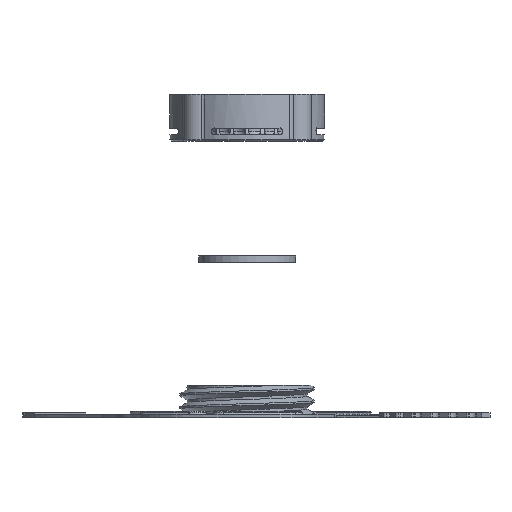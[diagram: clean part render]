
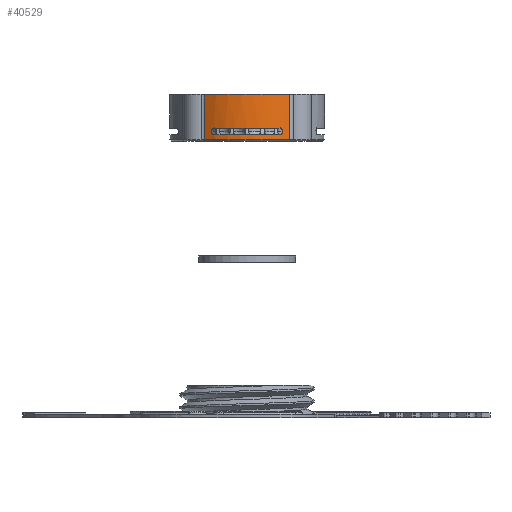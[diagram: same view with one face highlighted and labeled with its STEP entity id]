
A CAD part, left-side view. The second image highlights one B-rep face of the part: STEP entity #40529.
In plain terms, the highlighted cylindrical face has radius 24 mm (diameter 48 mm), a partial arc.
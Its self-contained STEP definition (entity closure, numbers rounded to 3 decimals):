
#581=FACE_BOUND('',#7708,.T.);
#3106=CIRCLE('',#43536,24.);
#3150=CIRCLE('',#43596,24.);
#3175=CIRCLE('',#43635,24.);
#3311=CIRCLE('',#43947,24.);
#5408=FACE_OUTER_BOUND('',#7707,.T.);
#7707=EDGE_LOOP('',(#37718,#37719,#37720,#37721,#37722));
#7708=EDGE_LOOP('',(#37723,#37724,#37725,#37726,#37727,#37728,#37729,#37730));
#8494=B_SPLINE_CURVE_WITH_KNOTS('',3,(#81548,#81549,#81550,#81551,#81552,
#81553,#81554,#81555,#81556,#81557),.UNSPECIFIED.,.F.,.F.,(4,2,2,2,4),(0.,
0.038,0.072,0.104,0.143),
 .UNSPECIFIED.);
#8548=B_SPLINE_CURVE_WITH_KNOTS('',3,(#82343,#82344,#82345,#82346,#82347,
#82348,#82349,#82350,#82351,#82352),.UNSPECIFIED.,.F.,.F.,(4,2,2,2,4),(0.317,
0.354,0.392,0.434,0.476),
 .UNSPECIFIED.);
#8603=B_SPLINE_CURVE_WITH_KNOTS('',3,(#83320,#83321,#83322,#83323,#83324,
#83325,#83326,#83327,#83328,#83329),.UNSPECIFIED.,.F.,.F.,(4,2,2,2,4),(-0.159,
-0.117,-0.075,-0.038,0.),
 .UNSPECIFIED.);
#8604=B_SPLINE_CURVE_WITH_KNOTS('',3,(#83332,#83333,#83334,#83335,#83336,
#83337,#83338,#83339,#83340,#83341),.UNSPECIFIED.,.F.,.F.,(4,2,2,2,4),(0.,
0.039,0.073,0.105,0.143),
 .UNSPECIFIED.);
#11909=LINE('',#81563,#15439);
#12122=LINE('',#83316,#15652);
#12123=LINE('',#83317,#15653);
#12124=LINE('',#83319,#15654);
#12125=LINE('',#83331,#15655);
#15439=VECTOR('',#53332,10.);
#15652=VECTOR('',#54269,10.);
#15653=VECTOR('',#54270,10.);
#15654=VECTOR('',#54273,10.);
#15655=VECTOR('',#54274,10.);
#19210=VERTEX_POINT('',#80512);
#19211=VERTEX_POINT('',#80514);
#19315=VERTEX_POINT('',#81466);
#19316=VERTEX_POINT('',#81471);
#19321=VERTEX_POINT('',#81543);
#19323=VERTEX_POINT('',#81561);
#19394=VERTEX_POINT('',#81931);
#19395=VERTEX_POINT('',#81933);
#19476=VERTEX_POINT('',#82341);
#19606=VERTEX_POINT('',#83285);
#19608=VERTEX_POINT('',#83290);
#19613=VERTEX_POINT('',#83315);
#19614=VERTEX_POINT('',#83330);
#25058=EDGE_CURVE('',#19210,#19211,#3106,.T.);
#25176=EDGE_CURVE('',#19315,#19316,#3150,.T.);
#25185=EDGE_CURVE('',#19321,#19315,#8494,.T.);
#25188=EDGE_CURVE('',#19323,#19321,#11909,.T.);
#25272=EDGE_CURVE('',#19394,#19395,#3175,.T.);
#25398=EDGE_CURVE('',#19476,#19394,#8548,.T.);
#25664=EDGE_CURVE('',#19608,#19606,#3311,.T.);
#25677=EDGE_CURVE('',#19613,#19606,#12122,.T.);
#25678=EDGE_CURVE('',#19613,#19210,#12123,.T.);
#25679=EDGE_CURVE('',#19211,#19608,#12124,.T.);
#25680=EDGE_CURVE('',#19395,#19323,#8603,.T.);
#25681=EDGE_CURVE('',#19614,#19476,#12125,.T.);
#25682=EDGE_CURVE('',#19316,#19614,#8604,.T.);
#37718=ORIENTED_EDGE('',*,*,#25664,.F.);
#37719=ORIENTED_EDGE('',*,*,#25679,.F.);
#37720=ORIENTED_EDGE('',*,*,#25058,.F.);
#37721=ORIENTED_EDGE('',*,*,#25678,.F.);
#37722=ORIENTED_EDGE('',*,*,#25677,.T.);
#37723=ORIENTED_EDGE('',*,*,#25185,.F.);
#37724=ORIENTED_EDGE('',*,*,#25188,.F.);
#37725=ORIENTED_EDGE('',*,*,#25680,.F.);
#37726=ORIENTED_EDGE('',*,*,#25272,.F.);
#37727=ORIENTED_EDGE('',*,*,#25398,.F.);
#37728=ORIENTED_EDGE('',*,*,#25681,.F.);
#37729=ORIENTED_EDGE('',*,*,#25682,.F.);
#37730=ORIENTED_EDGE('',*,*,#25176,.F.);
#38497=CYLINDRICAL_SURFACE('',#43961,24.);
#40529=ADVANCED_FACE('',(#5408,#581),#38497,.T.);
#43536=AXIS2_PLACEMENT_3D('',#80515,#53160,#53161);
#43596=AXIS2_PLACEMENT_3D('',#81472,#53321,#53322);
#43635=AXIS2_PLACEMENT_3D('',#81934,#53433,#53434);
#43947=AXIS2_PLACEMENT_3D('',#83292,#54236,#54237);
#43961=AXIS2_PLACEMENT_3D('',#83318,#54271,#54272);
#53160=DIRECTION('center_axis',(0.,0.,1.));
#53161=DIRECTION('ref_axis',(-0.835,0.55,0.));
#53321=DIRECTION('center_axis',(0.,0.,-1.));
#53322=DIRECTION('ref_axis',(1.,0.,0.));
#53332=DIRECTION('',(0.,0.,1.));
#53433=DIRECTION('center_axis',(0.,0.,1.));
#53434=DIRECTION('ref_axis',(1.,0.,0.));
#54236=DIRECTION('center_axis',(0.,0.,-1.));
#54237=DIRECTION('ref_axis',(-1.,0.,0.));
#54269=DIRECTION('',(0.,0.,-1.));
#54270=DIRECTION('',(0.,0.,1.));
#54271=DIRECTION('center_axis',(0.,0.,1.));
#54272=DIRECTION('ref_axis',(-1.,0.,0.));
#54273=DIRECTION('',(0.,0.,-1.));
#54274=DIRECTION('',(0.,0.,-1.));
#80512=CARTESIAN_POINT('',(-58.424,85.525,165.16));
#80514=CARTESIAN_POINT('',(-58.424,59.124,165.16));
#80515=CARTESIAN_POINT('Origin',(-38.38,72.325,165.16));
#81466=CARTESIAN_POINT('',(-60.11,62.135,154.66));
#81471=CARTESIAN_POINT('',(-60.11,82.515,154.66));
#81472=CARTESIAN_POINT('Origin',(-38.38,72.325,154.66));
#81543=CARTESIAN_POINT('',(-59.711,61.325,153.762));
#81548=CARTESIAN_POINT('Ctrl Pts',(-59.711,61.325,153.762));
#81549=CARTESIAN_POINT('Ctrl Pts',(-59.711,61.325,153.889));
#81550=CARTESIAN_POINT('Ctrl Pts',(-59.721,61.345,154.015));
#81551=CARTESIAN_POINT('Ctrl Pts',(-59.763,61.426,154.235));
#81552=CARTESIAN_POINT('Ctrl Pts',(-59.791,61.481,154.328));
#81553=CARTESIAN_POINT('Ctrl Pts',(-59.861,61.621,154.483));
#81554=CARTESIAN_POINT('Ctrl Pts',(-59.902,61.702,154.543));
#81555=CARTESIAN_POINT('Ctrl Pts',(-59.998,61.9,154.636));
#81556=CARTESIAN_POINT('Ctrl Pts',(-60.054,62.017,154.66));
#81557=CARTESIAN_POINT('Ctrl Pts',(-60.11,62.135,154.66));
#81561=CARTESIAN_POINT('',(-59.711,61.325,153.66));
#81563=CARTESIAN_POINT('',(-59.711,61.325,150.66));
#81931=CARTESIAN_POINT('',(-60.198,82.325,152.66));
#81933=CARTESIAN_POINT('',(-60.198,62.325,152.66));
#81934=CARTESIAN_POINT('Origin',(-38.38,72.325,152.66));
#82341=CARTESIAN_POINT('',(-59.711,83.325,153.66));
#82343=CARTESIAN_POINT('Ctrl Pts',(-59.711,83.325,153.66));
#82344=CARTESIAN_POINT('Ctrl Pts',(-59.711,83.325,153.534));
#82345=CARTESIAN_POINT('Ctrl Pts',(-59.724,83.3,153.402));
#82346=CARTESIAN_POINT('Ctrl Pts',(-59.774,83.201,153.161));
#82347=CARTESIAN_POINT('Ctrl Pts',(-59.811,83.128,153.053));
#82348=CARTESIAN_POINT('Ctrl Pts',(-59.898,82.955,152.872));
#82349=CARTESIAN_POINT('Ctrl Pts',(-59.955,82.839,152.791));
#82350=CARTESIAN_POINT('Ctrl Pts',(-60.075,82.588,152.685));
#82351=CARTESIAN_POINT('Ctrl Pts',(-60.139,82.452,152.66));
#82352=CARTESIAN_POINT('Ctrl Pts',(-60.198,82.325,152.66));
#83285=CARTESIAN_POINT('',(-58.424,85.525,151.16));
#83290=CARTESIAN_POINT('',(-58.424,59.124,151.16));
#83292=CARTESIAN_POINT('Origin',(-38.38,72.325,151.16));
#83315=CARTESIAN_POINT('',(-58.424,85.525,163.66));
#83316=CARTESIAN_POINT('',(-58.424,85.525,163.66));
#83317=CARTESIAN_POINT('',(-58.424,85.525,163.66));
#83318=CARTESIAN_POINT('Origin',(-38.38,72.325,150.66));
#83319=CARTESIAN_POINT('',(-58.424,59.124,163.66));
#83320=CARTESIAN_POINT('Ctrl Pts',(-60.198,62.325,152.66));
#83321=CARTESIAN_POINT('Ctrl Pts',(-60.139,62.197,152.66));
#83322=CARTESIAN_POINT('Ctrl Pts',(-60.075,62.061,152.685));
#83323=CARTESIAN_POINT('Ctrl Pts',(-59.955,61.81,152.791));
#83324=CARTESIAN_POINT('Ctrl Pts',(-59.898,61.695,152.872));
#83325=CARTESIAN_POINT('Ctrl Pts',(-59.811,61.521,153.053));
#83326=CARTESIAN_POINT('Ctrl Pts',(-59.774,61.448,153.161));
#83327=CARTESIAN_POINT('Ctrl Pts',(-59.724,61.35,153.402));
#83328=CARTESIAN_POINT('Ctrl Pts',(-59.711,61.325,153.534));
#83329=CARTESIAN_POINT('Ctrl Pts',(-59.711,61.325,153.66));
#83330=CARTESIAN_POINT('',(-59.711,83.325,153.762));
#83331=CARTESIAN_POINT('',(-59.711,83.325,150.66));
#83332=CARTESIAN_POINT('Ctrl Pts',(-60.11,82.515,154.66));
#83333=CARTESIAN_POINT('Ctrl Pts',(-60.055,82.631,154.66));
#83334=CARTESIAN_POINT('Ctrl Pts',(-59.999,82.747,154.636));
#83335=CARTESIAN_POINT('Ctrl Pts',(-59.902,82.947,154.544));
#83336=CARTESIAN_POINT('Ctrl Pts',(-59.86,83.031,154.481));
#83337=CARTESIAN_POINT('Ctrl Pts',(-59.79,83.17,154.324));
#83338=CARTESIAN_POINT('Ctrl Pts',(-59.763,83.223,154.234));
#83339=CARTESIAN_POINT('Ctrl Pts',(-59.721,83.304,154.016));
#83340=CARTESIAN_POINT('Ctrl Pts',(-59.711,83.325,153.89));
#83341=CARTESIAN_POINT('Ctrl Pts',(-59.711,83.325,153.762));
